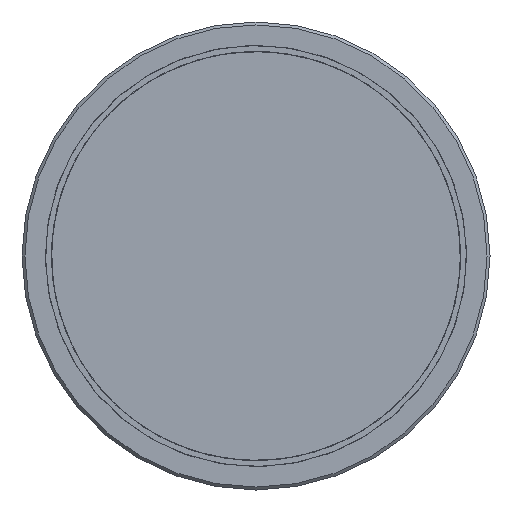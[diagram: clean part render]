
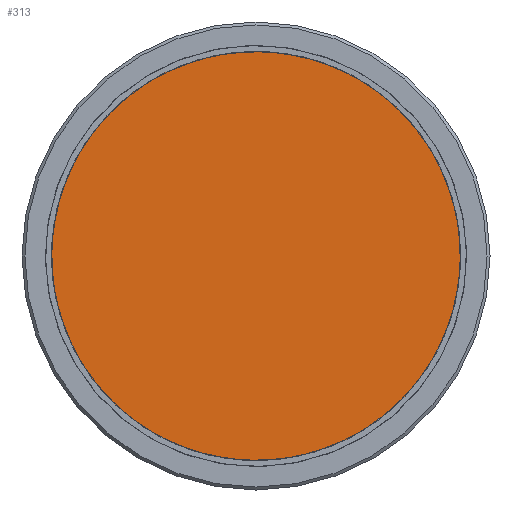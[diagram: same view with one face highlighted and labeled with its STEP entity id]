
A CAD part, front view. The second image highlights one B-rep face of the part: STEP entity #313.
In plain terms, the highlighted face is planar.
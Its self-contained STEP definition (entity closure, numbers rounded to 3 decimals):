
#81=PLANE('',#447);
#99=FACE_OUTER_BOUND('',#122,.T.);
#122=EDGE_LOOP('',(#284));
#150=CIRCLE('',#444,7.);
#177=VERTEX_POINT('',#646);
#212=EDGE_CURVE('',#177,#177,#150,.T.);
#284=ORIENTED_EDGE('',*,*,#212,.T.);
#313=ADVANCED_FACE('',(#99),#81,.T.);
#444=AXIS2_PLACEMENT_3D('',#647,#544,#545);
#447=AXIS2_PLACEMENT_3D('',#652,#551,#552);
#544=DIRECTION('center_axis',(0.,0.,1.));
#545=DIRECTION('ref_axis',(-1.,0.,0.));
#551=DIRECTION('center_axis',(0.,0.,1.));
#552=DIRECTION('ref_axis',(1.,0.,0.));
#646=CARTESIAN_POINT('',(7.,0.,3.));
#647=CARTESIAN_POINT('Origin',(0.,0.,3.));
#652=CARTESIAN_POINT('Origin',(0.,0.,3.));
